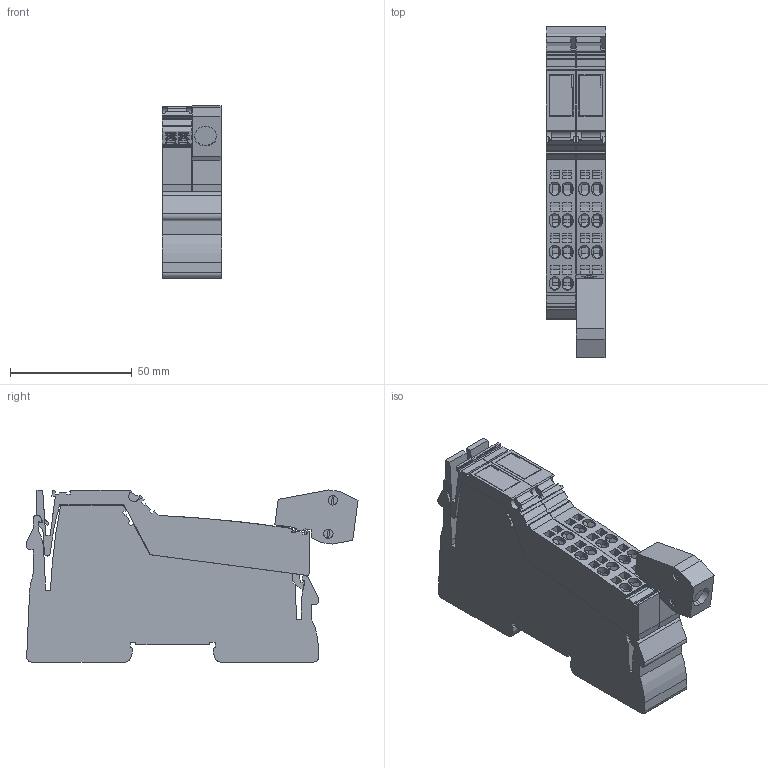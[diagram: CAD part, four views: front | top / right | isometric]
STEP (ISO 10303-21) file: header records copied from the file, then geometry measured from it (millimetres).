
FILE_DESCRIPTION(('Creo Elements/Direct Modeling STEP Export'),'2;1');
FILE_NAME('model.stp','2019-06-19T 4:16:58',(''),(''),'Creo Elements/Direct Modeling STEP processor for AP214 (Solid Model)','Creo Elements/Direct Modeling 20.1A 29-Sep-2018 (C) Parametric Technology GmbH','');
FILE_SCHEMA(('AUTOMOTIVE_DESIGN { 1 0 10303 214 1 1 1 1 }'));
Length unit declared in the file: millimetre
Products named in the file (5): L-L_ST_GN_6021-select.2; L_L_4_GEH_GN_6021-select; L_L_KGG_GN_6021-select; L_L_LWL_OG_HKS_7K_AUSSEN-select.2; IB_IL_RS_485_422_2MBD_PAC-select
Assembly tree (6 placements, depth 2):
  IB_IL_RS_485_422_2MBD_PAC-select
    L_L_LWL_OG_HKS_7K_AUSSEN-select.2  x2
    L_L_KGG_GN_6021-select
    L-L_ST_GN_6021-select.2  x2
    L_L_4_GEH_GN_6021-select
Bounding box: 24.3 x 136.17 x 70.58 mm (x, y, z)
Volume: 165873.4 mm3; surface area: 49711.8 mm2
Topology: 6 solids, 6 shells, 1169 faces, 3091 edges, 2045 vertices
Faces by surface type: plane 993, cylinder 120, cone 56
Entity records: 33310 total; most frequent: CARTESIAN_POINT 7385, ORIENTED_EDGE 4172, DIRECTION 3756, EDGE_CURVE 2086, VECTOR 1808, LINE 1808, VERTEX_POINT 1383, AXIS2_PLACEMENT_3D 974
